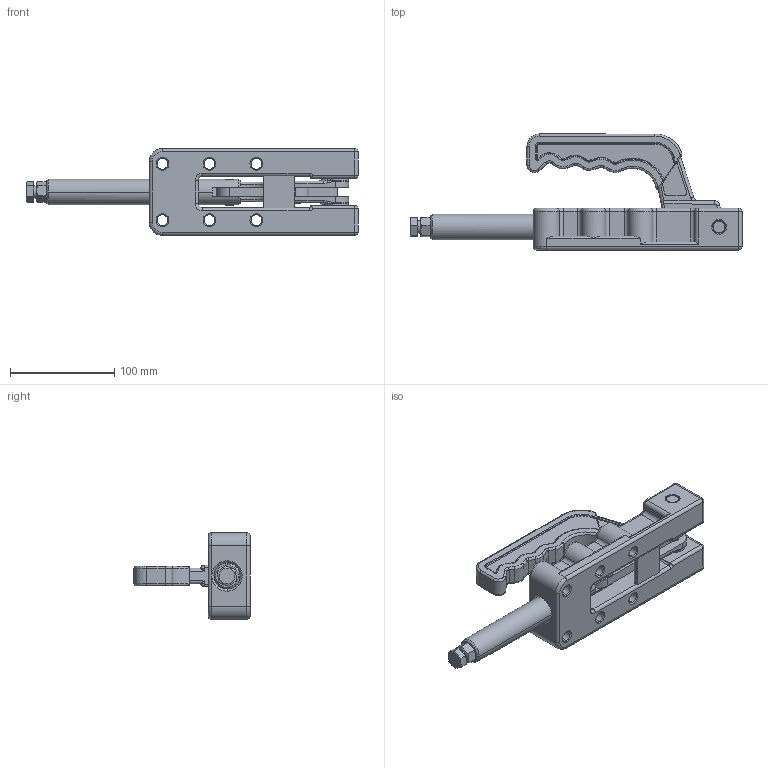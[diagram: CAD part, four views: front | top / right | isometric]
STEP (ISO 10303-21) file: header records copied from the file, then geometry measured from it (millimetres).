
FILE_DESCRIPTION (( 'STEP AP203' ), '1' );
FILE_NAME ('CH-32500.STEP', '2017-11-25T03:21:16', ( 'Windows' ), ( 'Microsoft' ), 'SwSTEP 2.0', 'SolidWorks 2015', '' );
FILE_SCHEMA (( 'CONFIG_CONTROL_DESIGN' ));
Length unit declared in the file: millimetre
Products named in the file (12): 32500-03-1; 32500-04; 32500-05; 32500-06; 32500-07; M12; 32500-01; M12-75; 32500-02; CH-32500; 32500-03
Assembly tree (12 placements, depth 3):
  CH-32500
    32500-01
    32500-02
    32500-03
      32500-03
      32500-03-1
    32500-04
    32500-05
    32500-06  x2
    32500-07
    M12
    M12-75
Bounding box: 318 x 111.11 x 83 mm (x, y, z)
Volume: 616221.8 mm3; surface area: 166022.5 mm2
Topology: 11 solids, 11 shells, 980 faces, 2514 edges, 1562 vertices
Faces by surface type: cylinder 466, plane 217, torus 124, bspline 87, cone 72, sphere 14
Entity records: 42017 total; most frequent: CARTESIAN_POINT 18226, ORIENTED_EDGE 4968, DIRECTION 4561, EDGE_CURVE 2484, AXIS2_PLACEMENT_3D 1739, VERTEX_POINT 1550, LINE 1083, VECTOR 1083
